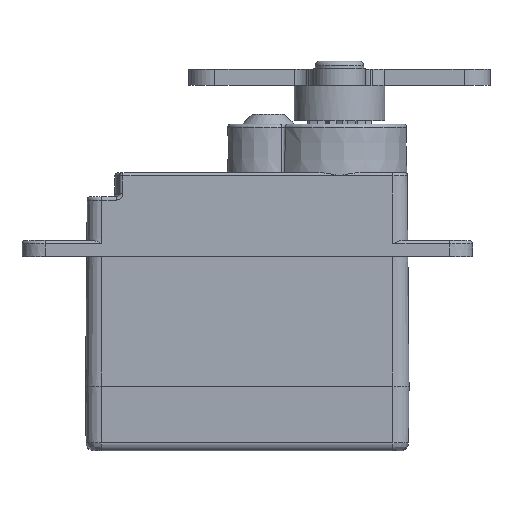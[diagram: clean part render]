
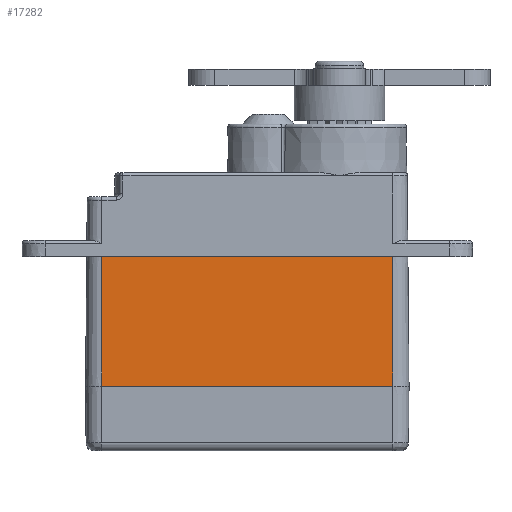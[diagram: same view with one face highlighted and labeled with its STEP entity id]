
A CAD part, top view. The second image highlights one B-rep face of the part: STEP entity #17282.
In plain terms, the highlighted planar face has unit normal (0, 0.009, 1).
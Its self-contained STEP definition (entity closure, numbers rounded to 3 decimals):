
#17071=DIRECTION('',(0.,-1.,0.009));
#17072=VECTOR('',#17071,8.);
#17073=CARTESIAN_POINT('',(-9.,1.,4.23));
#17074=LINE('',#17073,#17072);
#17078=DIRECTION('',(-1.,0.,0.));
#17079=VECTOR('',#17078,18.);
#17080=CARTESIAN_POINT('',(9.,1.,4.23));
#17081=LINE('',#17080,#17079);
#17085=DIRECTION('',(0.,1.,-0.009));
#17086=VECTOR('',#17085,8.);
#17087=CARTESIAN_POINT('',(9.,-7.,4.3));
#17088=LINE('',#17087,#17086);
#17092=DIRECTION('',(1.,0.,0.));
#17093=VECTOR('',#17092,18.);
#17094=CARTESIAN_POINT('',(-9.,-7.,4.3));
#17095=LINE('',#17094,#17093);
#17099=CARTESIAN_POINT('',(-9.,-7.,4.3));
#17101=VERTEX_POINT('',#17099);
#17105=CARTESIAN_POINT('',(-9.,1.,4.23));
#17106=VERTEX_POINT('',#17105);
#17115=CARTESIAN_POINT('',(9.,1.,4.23));
#17117=VERTEX_POINT('',#17115);
#17121=CARTESIAN_POINT('',(9.,-7.,4.3));
#17122=VERTEX_POINT('',#17121);
#17271=CARTESIAN_POINT('',(-9.331,-7.,4.3));
#17272=DIRECTION('',(0.,0.009,1.));
#17273=DIRECTION('',(-1.,0.,0.));
#17274=AXIS2_PLACEMENT_3D('',#17271,#17272,#17273);
#17275=PLANE('',#17274);
#17276=ORIENTED_EDGE('',*,*,#17165,.F.);
#17277=ORIENTED_EDGE('',*,*,#17214,.F.);
#17278=ORIENTED_EDGE('',*,*,#17266,.F.);
#17279=ORIENTED_EDGE('',*,*,#17138,.F.);
#17280=EDGE_LOOP('',(#17276,#17277,#17278,#17279));
#17281=FACE_OUTER_BOUND('',#17280,.F.);
#17282=ADVANCED_FACE('',(#17281),#17275,.T.);
#17138=EDGE_CURVE('',#17101,#17122,#17095,.T.);
#17165=EDGE_CURVE('',#17106,#17101,#17074,.T.);
#17214=EDGE_CURVE('',#17117,#17106,#17081,.T.);
#17266=EDGE_CURVE('',#17122,#17117,#17088,.T.);
